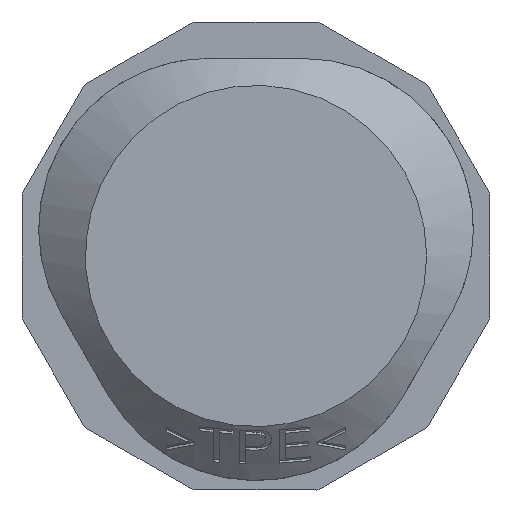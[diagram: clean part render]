
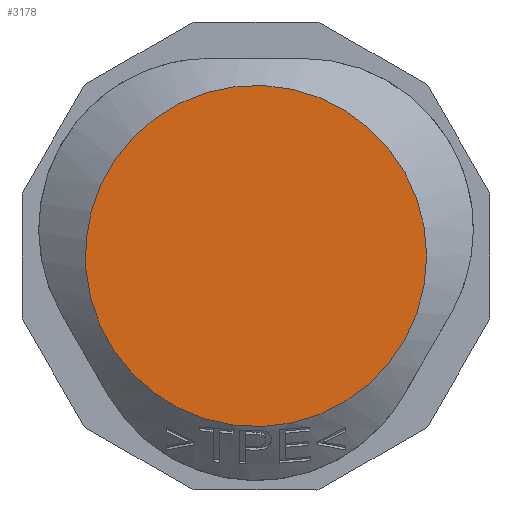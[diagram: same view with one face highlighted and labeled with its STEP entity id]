
A CAD part, front view. The second image highlights one B-rep face of the part: STEP entity #3178.
In plain terms, the highlighted planar face has unit normal (0, -1, 0).
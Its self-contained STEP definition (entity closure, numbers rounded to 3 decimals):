
#2666=CIRCLE('',#12241,9.5);
#2793=PLANE('',#12242);
#3178=ADVANCED_FACE('KES-E-R 20/4-A',(#3681),#2793,.F.);
#3681=FACE_OUTER_BOUND('',#4163,.T.);
#4163=EDGE_LOOP('',(#5240));
#5240=ORIENTED_EDGE('',*,*,#8629,.F.);
#7703=VERTEX_POINT('',#18730);
#8629=EDGE_CURVE('GENERATED CIRCLE',#7703,#7703,#2666,.T.);
#12241=AXIS2_PLACEMENT_3D('',#18729,#12887,#12888);
#12242=AXIS2_PLACEMENT_3D('',#18731,#12889,#12890);
#12887=DIRECTION('',(0.,1.,0.));
#12888=DIRECTION('',(1.,0.,0.));
#12889=DIRECTION('',(0.,1.,0.));
#12890=DIRECTION('',(0.,0.,-1.));
#18729=CARTESIAN_POINT('',(0.,0.,0.));
#18730=CARTESIAN_POINT('',(9.5,0.,0.));
#18731=CARTESIAN_POINT('',(0.,0.,0.));
